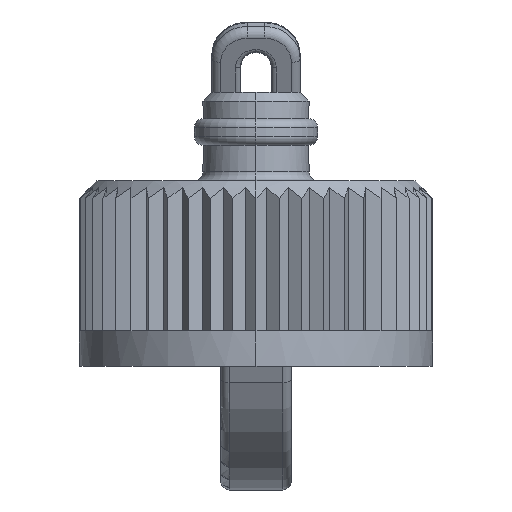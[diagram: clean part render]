
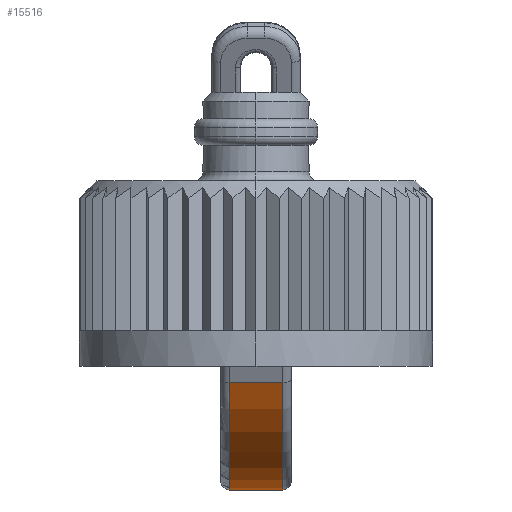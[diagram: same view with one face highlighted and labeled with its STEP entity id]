
A CAD part, left-side view. The second image highlights one B-rep face of the part: STEP entity #15516.
In plain terms, the highlighted cylindrical face has radius 10.5 mm (diameter 21 mm), a partial arc.
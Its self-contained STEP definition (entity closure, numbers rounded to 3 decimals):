
#12258=AXIS2_PLACEMENT_3D('Circle Axis2P3D',#12256,#12257,$) ;
#12455=AXIS2_PLACEMENT_3D('Circle Axis2P3D',#12453,#12454,$) ;
#15503=AXIS2_PLACEMENT_3D('Cylinder Axis2P3D',#15500,#15501,#15502) ;
#10910=CARTESIAN_POINT('Vertex',(133.961,8.5,6.063)) ;
#10968=CARTESIAN_POINT('Vertex',(133.961,11.5,6.063)) ;
#10971=CARTESIAN_POINT('Line Origine',(133.961,10.,6.063)) ;
#12228=CARTESIAN_POINT('Vertex',(143.477,11.5,0.)) ;
#12256=CARTESIAN_POINT('Axis2P3D Location',(143.477,11.5,10.5)) ;
#12450=CARTESIAN_POINT('Vertex',(143.477,8.5,0.)) ;
#12453=CARTESIAN_POINT('Axis2P3D Location',(143.477,8.5,10.5)) ;
#15500=CARTESIAN_POINT('Axis2P3D Location',(143.477,12.,10.5)) ;
#15505=CARTESIAN_POINT('Line Origine',(143.477,12.,0.)) ;
#10972=DIRECTION('Vector Direction',(0.,-1.,0.)) ;
#12257=DIRECTION('Axis2P3D Direction',(0.,-1.,0.)) ;
#12454=DIRECTION('Axis2P3D Direction',(0.,-1.,0.)) ;
#15501=DIRECTION('Axis2P3D Direction',(0.,-1.,0.)) ;
#15502=DIRECTION('Axis2P3D XDirection',(0.,0.,1.)) ;
#15506=DIRECTION('Vector Direction',(0.,-1.,0.)) ;
#10973=VECTOR('Line Direction',#10972,1.) ;
#15507=VECTOR('Line Direction',#15506,1.) ;
#15511=ORIENTED_EDGE('',*,*,#15509,.F.) ;
#15512=ORIENTED_EDGE('',*,*,#12457,.T.) ;
#15513=ORIENTED_EDGE('',*,*,#10975,.F.) ;
#15514=ORIENTED_EDGE('',*,*,#12260,.T.) ;
#15516=ADVANCED_FACE('Hauptk\X2\00F6\X0\rper',(#15515),#15504,.T.) ;
#12259=CIRCLE('generated circle',#12258,10.5) ;
#12456=CIRCLE('generated circle',#12455,10.5) ;
#15504=CYLINDRICAL_SURFACE('generated cylinder',#15503,10.5) ;
#10975=EDGE_CURVE('',#10969,#10911,#10974,.T.) ;
#12260=EDGE_CURVE('',#10969,#12229,#12259,.T.) ;
#12457=EDGE_CURVE('',#12451,#10911,#12456,.F.) ;
#15509=EDGE_CURVE('',#12451,#12229,#15508,.F.) ;
#15510=EDGE_LOOP('',(#15511,#15512,#15513,#15514)) ;
#15515=FACE_OUTER_BOUND('',#15510,.T.) ;
#10974=LINE('Line',#10971,#10973) ;
#15508=LINE('Line',#15505,#15507) ;
#10911=VERTEX_POINT('',#10910) ;
#10969=VERTEX_POINT('',#10968) ;
#12229=VERTEX_POINT('',#12228) ;
#12451=VERTEX_POINT('',#12450) ;
